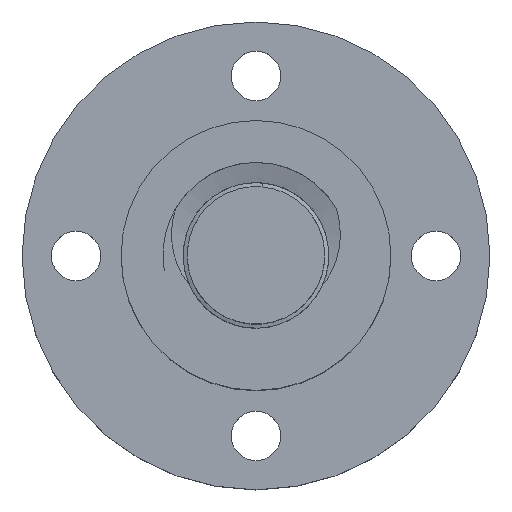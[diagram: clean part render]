
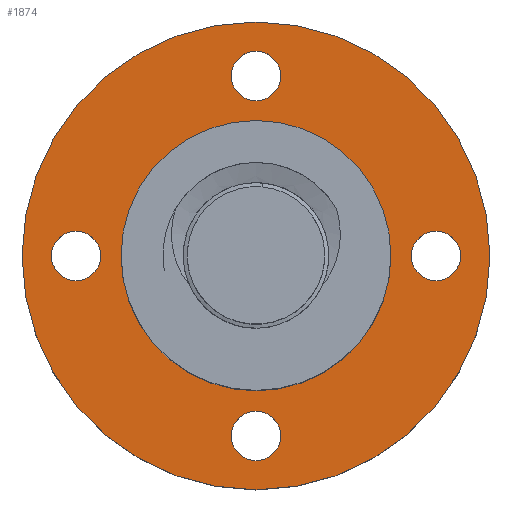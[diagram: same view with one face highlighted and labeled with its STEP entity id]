
A CAD part, top view. The second image highlights one B-rep face of the part: STEP entity #1874.
In plain terms, the highlighted planar face has unit normal (0, 0, 1).
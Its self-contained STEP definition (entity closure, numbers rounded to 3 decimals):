
#24=FACE_BOUND('',#262,.T.);
#25=FACE_BOUND('',#263,.T.);
#26=FACE_BOUND('',#264,.T.);
#27=FACE_BOUND('',#265,.T.);
#28=FACE_BOUND('',#266,.T.);
#51=PLANE('',#2073);
#156=FACE_OUTER_BOUND('',#261,.T.);
#261=EDGE_LOOP('',(#1670,#1671));
#262=EDGE_LOOP('',(#1672));
#263=EDGE_LOOP('',(#1673));
#264=EDGE_LOOP('',(#1674));
#265=EDGE_LOOP('',(#1675));
#266=EDGE_LOOP('',(#1676,#1677));
#442=CIRCLE('',#2037,2.75);
#448=CIRCLE('',#2046,2.75);
#454=CIRCLE('',#2055,2.75);
#460=CIRCLE('',#2064,2.75);
#461=CIRCLE('',#2066,15.);
#462=CIRCLE('',#2067,15.);
#463=CIRCLE('',#2069,26.);
#464=CIRCLE('',#2070,26.);
#815=VERTEX_POINT('',#14164);
#821=VERTEX_POINT('',#14181);
#827=VERTEX_POINT('',#14198);
#833=VERTEX_POINT('',#14215);
#834=VERTEX_POINT('',#14219);
#835=VERTEX_POINT('',#14221);
#836=VERTEX_POINT('',#14225);
#837=VERTEX_POINT('',#14226);
#1091=EDGE_CURVE('',#815,#815,#442,.T.);
#1099=EDGE_CURVE('',#821,#821,#448,.T.);
#1107=EDGE_CURVE('',#827,#827,#454,.T.);
#1115=EDGE_CURVE('',#833,#833,#460,.T.);
#1117=EDGE_CURVE('',#835,#834,#461,.T.);
#1118=EDGE_CURVE('',#834,#835,#462,.T.);
#1119=EDGE_CURVE('',#836,#837,#463,.T.);
#1120=EDGE_CURVE('',#837,#836,#464,.T.);
#1670=ORIENTED_EDGE('',*,*,#1119,.T.);
#1671=ORIENTED_EDGE('',*,*,#1120,.T.);
#1672=ORIENTED_EDGE('',*,*,#1091,.T.);
#1673=ORIENTED_EDGE('',*,*,#1099,.T.);
#1674=ORIENTED_EDGE('',*,*,#1107,.T.);
#1675=ORIENTED_EDGE('',*,*,#1115,.T.);
#1676=ORIENTED_EDGE('',*,*,#1117,.T.);
#1677=ORIENTED_EDGE('',*,*,#1118,.T.);
#1874=ADVANCED_FACE('',(#156,#24,#25,#26,#27,#28),#51,.T.);
#2037=AXIS2_PLACEMENT_3D('',#14166,#2359,#2360);
#2046=AXIS2_PLACEMENT_3D('',#14183,#2379,#2380);
#2055=AXIS2_PLACEMENT_3D('',#14200,#2399,#2400);
#2064=AXIS2_PLACEMENT_3D('',#14217,#2419,#2420);
#2066=AXIS2_PLACEMENT_3D('',#14222,#2424,#2425);
#2067=AXIS2_PLACEMENT_3D('',#14223,#2426,#2427);
#2069=AXIS2_PLACEMENT_3D('',#14227,#2430,#2431);
#2070=AXIS2_PLACEMENT_3D('',#14228,#2432,#2433);
#2073=AXIS2_PLACEMENT_3D('',#14234,#2439,#2440);
#2359=DIRECTION('center_axis',(0.,0.,-1.));
#2360=DIRECTION('ref_axis',(0.,1.,0.));
#2379=DIRECTION('center_axis',(0.,0.,-1.));
#2380=DIRECTION('ref_axis',(1.,0.,0.));
#2399=DIRECTION('center_axis',(0.,0.,-1.));
#2400=DIRECTION('ref_axis',(0.,-1.,0.));
#2419=DIRECTION('center_axis',(0.,0.,-1.));
#2420=DIRECTION('ref_axis',(-1.,0.,0.));
#2424=DIRECTION('center_axis',(0.,0.,-1.));
#2425=DIRECTION('ref_axis',(1.,0.,0.));
#2426=DIRECTION('center_axis',(0.,0.,-1.));
#2427=DIRECTION('ref_axis',(1.,0.,0.));
#2430=DIRECTION('center_axis',(0.,0.,1.));
#2431=DIRECTION('ref_axis',(1.,0.,0.));
#2432=DIRECTION('center_axis',(0.,0.,1.));
#2433=DIRECTION('ref_axis',(1.,0.,0.));
#2439=DIRECTION('center_axis',(0.,0.,1.));
#2440=DIRECTION('ref_axis',(1.,0.,0.));
#14164=CARTESIAN_POINT('',(0.,17.25,10.));
#14166=CARTESIAN_POINT('Origin',(0.,20.,10.));
#14181=CARTESIAN_POINT('',(17.25,0.,10.));
#14183=CARTESIAN_POINT('Origin',(20.,0.,10.));
#14198=CARTESIAN_POINT('',(0.,-17.25,10.));
#14200=CARTESIAN_POINT('Origin',(0.,-20.,10.));
#14215=CARTESIAN_POINT('',(-17.25,0.,10.));
#14217=CARTESIAN_POINT('Origin',(-20.,0.,10.));
#14219=CARTESIAN_POINT('',(-15.,0.,10.));
#14221=CARTESIAN_POINT('',(15.,0.,10.));
#14222=CARTESIAN_POINT('Origin',(0.,0.,10.));
#14223=CARTESIAN_POINT('Origin',(0.,0.,10.));
#14225=CARTESIAN_POINT('',(26.,0.,10.));
#14226=CARTESIAN_POINT('',(-26.,0.,10.));
#14227=CARTESIAN_POINT('Origin',(0.,0.,10.));
#14228=CARTESIAN_POINT('Origin',(0.,0.,10.));
#14234=CARTESIAN_POINT('Origin',(0.,0.,10.));
